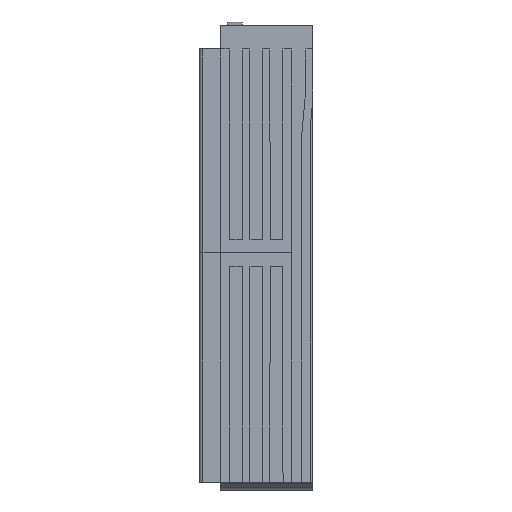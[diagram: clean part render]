
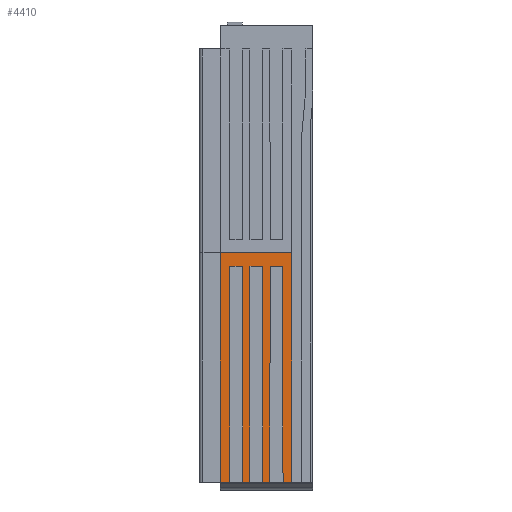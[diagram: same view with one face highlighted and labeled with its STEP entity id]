
A CAD part, front view. The second image highlights one B-rep face of the part: STEP entity #4410.
In plain terms, the highlighted planar face has unit normal (0, -1, -0.004).
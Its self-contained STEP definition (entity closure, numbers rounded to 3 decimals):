
#128 = LINE ( 'NONE', #7372, #3905 ) ;
#198 = DIRECTION ( 'NONE',  ( 1., 0., 0. ) ) ;
#418 = VECTOR ( 'NONE', #7446, 1000. ) ;
#448 = ORIENTED_EDGE ( 'NONE', *, *, #7562, .T. ) ;
#542 = VERTEX_POINT ( 'NONE', #5937 ) ;
#635 = CARTESIAN_POINT ( 'NONE',  ( -4.803, -51.694, -30.994 ) ) ;
#1208 = CARTESIAN_POINT ( 'NONE',  ( -2.2, -51.7, -29.257 ) ) ;
#1386 = VERTEX_POINT ( 'NONE', #1906 ) ;
#1565 = CARTESIAN_POINT ( 'NONE',  ( 3.2, -51.7, -29.266 ) ) ;
#1590 = LINE ( 'NONE', #4521, #418 ) ;
#1626 = EDGE_CURVE ( 'NONE', #6729, #1386, #2384, .T. ) ;
#1632 = VERTEX_POINT ( 'NONE', #7279 ) ;
#1713 = DIRECTION ( 'NONE',  ( 1., 0., 0. ) ) ;
#1724 = EDGE_CURVE ( 'NONE', #3382, #7248, #5318, .T. ) ;
#1829 = CARTESIAN_POINT ( 'NONE',  ( -6., -51.7, -29.25 ) ) ;
#1859 = EDGE_CURVE ( 'NONE', #6864, #9302, #5688, .T. ) ;
#1887 = LINE ( 'NONE', #2027, #6638 ) ;
#1906 = CARTESIAN_POINT ( 'NONE',  ( -3.148, -51.597, -58.8 ) ) ;
#1996 = CARTESIAN_POINT ( 'NONE',  ( -4.852, -51.597, -58.8 ) ) ;
#2027 = CARTESIAN_POINT ( 'NONE',  ( -6., -51.694, -30.994 ) ) ;
#2384 = LINE ( 'NONE', #3639, #8970 ) ;
#2402 = VERTEX_POINT ( 'NONE', #5201 ) ;
#2442 = VERTEX_POINT ( 'NONE', #635 ) ;
#2547 = LINE ( 'NONE', #1829, #9145 ) ;
#2566 = EDGE_CURVE ( 'NONE', #2687, #6864, #7450, .T. ) ;
#2577 = PLANE ( 'NONE',  #3775 ) ;
#2687 = VERTEX_POINT ( 'NONE', #3550 ) ;
#2702 = DIRECTION ( 'NONE',  ( 0.002, -0.003, 1. ) ) ;
#2703 = ORIENTED_EDGE ( 'NONE', *, *, #6539, .T. ) ;
#2849 = ORIENTED_EDGE ( 'NONE', *, *, #2566, .T. ) ;
#2851 = VECTOR ( 'NONE', #8607, 1000. ) ;
#3064 = LINE ( 'NONE', #3789, #5459 ) ;
#3106 = CARTESIAN_POINT ( 'NONE',  ( -2.203, -51.694, -30.994 ) ) ;
#3223 = CARTESIAN_POINT ( 'NONE',  ( -6., -51.597, -58.8 ) ) ;
#3289 = ORIENTED_EDGE ( 'NONE', *, *, #1626, .T. ) ;
#3291 = ORIENTED_EDGE ( 'NONE', *, *, #9304, .T. ) ;
#3351 = EDGE_CURVE ( 'NONE', #9302, #1632, #9260, .T. ) ;
#3382 = VERTEX_POINT ( 'NONE', #8029 ) ;
#3392 = CARTESIAN_POINT ( 'NONE',  ( 3.2, -51.7, -29.25 ) ) ;
#3419 = ORIENTED_EDGE ( 'NONE', *, *, #4270, .F. ) ;
#3510 = EDGE_CURVE ( 'NONE', #2402, #7434, #3953, .T. ) ;
#3550 = CARTESIAN_POINT ( 'NONE',  ( -0.597, -51.694, -30.994 ) ) ;
#3639 = CARTESIAN_POINT ( 'NONE',  ( -3.2, -51.7, -29.245 ) ) ;
#3775 = AXIS2_PLACEMENT_3D ( 'NONE', #4016, #4922, #9224 ) ;
#3789 = CARTESIAN_POINT ( 'NONE',  ( -6., -51.7, -29.25 ) ) ;
#3842 = EDGE_CURVE ( 'NONE', #1386, #542, #4752, .T. ) ;
#3905 = VECTOR ( 'NONE', #8899, 1000. ) ;
#3940 = VECTOR ( 'NONE', #2702, 1000. ) ;
#3953 = LINE ( 'NONE', #3223, #5605 ) ;
#4016 = CARTESIAN_POINT ( 'NONE',  ( -6., -51.7, -29.25 ) ) ;
#4038 = ORIENTED_EDGE ( 'NONE', *, *, #5715, .T. ) ;
#4124 = LINE ( 'NONE', #9104, #7854 ) ;
#4187 = VECTOR ( 'NONE', #5629, 1000. ) ;
#4270 = EDGE_CURVE ( 'NONE', #4694, #7248, #3064, .T. ) ;
#4299 = VERTEX_POINT ( 'NONE', #3106 ) ;
#4357 = DIRECTION ( 'NONE',  ( 0.002, -0.003, 1. ) ) ;
#4405 = CARTESIAN_POINT ( 'NONE',  ( -4.8, -51.7, -29.252 ) ) ;
#4410 = ADVANCED_FACE ( 'NONE', ( #9143 ), #2577, .T. ) ;
#4450 = DIRECTION ( 'NONE',  ( 0.002, -0.003, 1. ) ) ;
#4475 = EDGE_CURVE ( 'NONE', #2442, #6729, #7945, .T. ) ;
#4521 = CARTESIAN_POINT ( 'NONE',  ( -6., -51.597, -58.8 ) ) ;
#4548 = VECTOR ( 'NONE', #4450, 1000. ) ;
#4577 = DIRECTION ( 'NONE',  ( 0.002, 0.003, -1. ) ) ;
#4694 = VERTEX_POINT ( 'NONE', #8044 ) ;
#4715 = DIRECTION ( 'NONE',  ( 0., 0.003, -1. ) ) ;
#4742 = EDGE_CURVE ( 'NONE', #7434, #2442, #8092, .T. ) ;
#4752 = LINE ( 'NONE', #6907, #9421 ) ;
#4922 = DIRECTION ( 'NONE',  ( 0., -1., -0.003 ) ) ;
#4949 = LINE ( 'NONE', #1208, #4187 ) ;
#5031 = EDGE_CURVE ( 'NONE', #1632, #6107, #1887, .T. ) ;
#5130 = ORIENTED_EDGE ( 'NONE', *, *, #5031, .T. ) ;
#5201 = CARTESIAN_POINT ( 'NONE',  ( -6., -51.597, -58.8 ) ) ;
#5241 = CARTESIAN_POINT ( 'NONE',  ( 0.348, -51.597, -58.8 ) ) ;
#5318 = LINE ( 'NONE', #1565, #7746 ) ;
#5432 = CARTESIAN_POINT ( 'NONE',  ( -0.6, -51.7, -29.241 ) ) ;
#5459 = VECTOR ( 'NONE', #1713, 1000. ) ;
#5605 = VECTOR ( 'NONE', #198, 1000. ) ;
#5629 = DIRECTION ( 'NONE',  ( 0.002, -0.003, 1. ) ) ;
#5688 = LINE ( 'NONE', #9366, #7293 ) ;
#5715 = EDGE_CURVE ( 'NONE', #6107, #7290, #4124, .T. ) ;
#5717 = ORIENTED_EDGE ( 'NONE', *, *, #3510, .T. ) ;
#5754 = ORIENTED_EDGE ( 'NONE', *, *, #9352, .T. ) ;
#5937 = CARTESIAN_POINT ( 'NONE',  ( -2.252, -51.597, -58.8 ) ) ;
#5946 = ORIENTED_EDGE ( 'NONE', *, *, #1724, .T. ) ;
#6107 = VERTEX_POINT ( 'NONE', #6982 ) ;
#6117 = ORIENTED_EDGE ( 'NONE', *, *, #3351, .T. ) ;
#6330 = DIRECTION ( 'NONE',  ( 0.002, 0.003, -1. ) ) ;
#6386 = CARTESIAN_POINT ( 'NONE',  ( -0.548, -51.597, -58.8 ) ) ;
#6539 = EDGE_CURVE ( 'NONE', #542, #4299, #4949, .T. ) ;
#6611 = CARTESIAN_POINT ( 'NONE',  ( -6., -51.694, -30.994 ) ) ;
#6638 = VECTOR ( 'NONE', #9214, 1000. ) ;
#6729 = VERTEX_POINT ( 'NONE', #6730 ) ;
#6730 = CARTESIAN_POINT ( 'NONE',  ( -3.197, -51.694, -30.994 ) ) ;
#6814 = DIRECTION ( 'NONE',  ( 1., 0., 0. ) ) ;
#6864 = VERTEX_POINT ( 'NONE', #6386 ) ;
#6896 = EDGE_LOOP ( 'NONE', ( #9484, #6117, #5130, #4038, #3291, #5946, #3419, #5754, #5717, #9346, #7185, #3289, #8024, #2703, #448, #2849 ) ) ;
#6907 = CARTESIAN_POINT ( 'NONE',  ( -6., -51.597, -58.8 ) ) ;
#6982 = CARTESIAN_POINT ( 'NONE',  ( 2.003, -51.694, -30.994 ) ) ;
#7185 = ORIENTED_EDGE ( 'NONE', *, *, #4475, .T. ) ;
#7248 = VERTEX_POINT ( 'NONE', #3392 ) ;
#7279 = CARTESIAN_POINT ( 'NONE',  ( 0.397, -51.694, -30.994 ) ) ;
#7290 = VERTEX_POINT ( 'NONE', #7622 ) ;
#7293 = VECTOR ( 'NONE', #8604, 1000. ) ;
#7372 = CARTESIAN_POINT ( 'NONE',  ( -6., -51.694, -30.994 ) ) ;
#7434 = VERTEX_POINT ( 'NONE', #1996 ) ;
#7446 = DIRECTION ( 'NONE',  ( 1., 0., 0. ) ) ;
#7450 = LINE ( 'NONE', #5432, #7916 ) ;
#7562 = EDGE_CURVE ( 'NONE', #4299, #2687, #128, .T. ) ;
#7622 = CARTESIAN_POINT ( 'NONE',  ( 2.052, -51.597, -58.8 ) ) ;
#7746 = VECTOR ( 'NONE', #4357, 1000. ) ;
#7854 = VECTOR ( 'NONE', #6330, 1000. ) ;
#7881 = CARTESIAN_POINT ( 'NONE',  ( 0.4, -51.7, -29.261 ) ) ;
#7916 = VECTOR ( 'NONE', #4577, 1000. ) ;
#7945 = LINE ( 'NONE', #6611, #2851 ) ;
#8024 = ORIENTED_EDGE ( 'NONE', *, *, #3842, .T. ) ;
#8029 = CARTESIAN_POINT ( 'NONE',  ( 3.148, -51.597, -58.8 ) ) ;
#8044 = CARTESIAN_POINT ( 'NONE',  ( -6., -51.7, -29.25 ) ) ;
#8092 = LINE ( 'NONE', #4405, #4548 ) ;
#8604 = DIRECTION ( 'NONE',  ( 1., 0., 0. ) ) ;
#8607 = DIRECTION ( 'NONE',  ( 1., 0., 0. ) ) ;
#8859 = DIRECTION ( 'NONE',  ( 0.002, 0.003, -1. ) ) ;
#8899 = DIRECTION ( 'NONE',  ( 1., 0., 0. ) ) ;
#8970 = VECTOR ( 'NONE', #8859, 1000. ) ;
#9104 = CARTESIAN_POINT ( 'NONE',  ( 2., -51.7, -29.236 ) ) ;
#9143 = FACE_OUTER_BOUND ( 'NONE', #6896, .T. ) ;
#9145 = VECTOR ( 'NONE', #4715, 1000. ) ;
#9214 = DIRECTION ( 'NONE',  ( 1., 0., 0. ) ) ;
#9224 = DIRECTION ( 'NONE',  ( 0., 0.003, -1. ) ) ;
#9260 = LINE ( 'NONE', #7881, #3940 ) ;
#9302 = VERTEX_POINT ( 'NONE', #5241 ) ;
#9304 = EDGE_CURVE ( 'NONE', #7290, #3382, #1590, .T. ) ;
#9346 = ORIENTED_EDGE ( 'NONE', *, *, #4742, .T. ) ;
#9352 = EDGE_CURVE ( 'NONE', #4694, #2402, #2547, .T. ) ;
#9366 = CARTESIAN_POINT ( 'NONE',  ( -6., -51.597, -58.8 ) ) ;
#9421 = VECTOR ( 'NONE', #6814, 1000. ) ;
#9484 = ORIENTED_EDGE ( 'NONE', *, *, #1859, .T. ) ;
